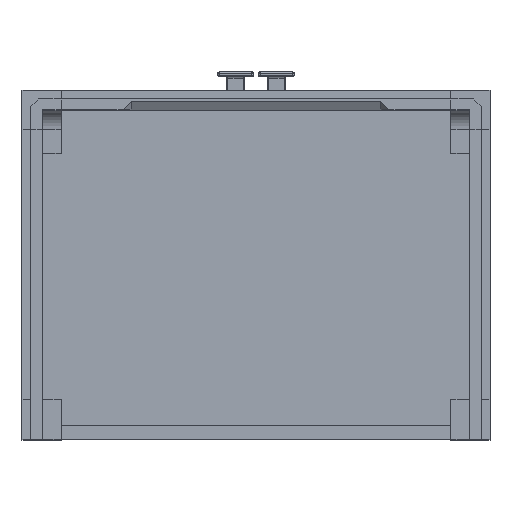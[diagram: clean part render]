
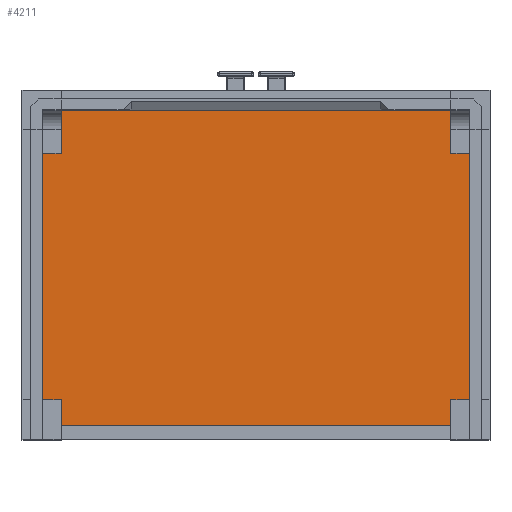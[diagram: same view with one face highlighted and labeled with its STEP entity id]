
A CAD part, top view. The second image highlights one B-rep face of the part: STEP entity #4211.
In plain terms, the highlighted planar face has unit normal (0, 0, 1).
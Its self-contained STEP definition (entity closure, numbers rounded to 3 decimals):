
#3896=DIRECTION('',(0.,1.,0.));
#3897=VECTOR('',#3896,50.);
#3898=CARTESIAN_POINT('',(-248.,-222.,8.));
#3899=LINE('',#3898,#3897);
#3900=DIRECTION('',(1.,0.,0.));
#3901=VECTOR('',#3900,24.);
#3902=CARTESIAN_POINT('',(-272.,-172.,8.));
#3903=LINE('',#3902,#3901);
#3904=DIRECTION('',(0.,-1.,0.));
#3905=VECTOR('',#3904,344.);
#3906=CARTESIAN_POINT('',(-272.,172.,8.));
#3907=LINE('',#3906,#3905);
#3908=DIRECTION('',(1.,0.,0.));
#3909=VECTOR('',#3908,24.);
#3910=CARTESIAN_POINT('',(-272.,172.,8.));
#3911=LINE('',#3910,#3909);
#3912=DIRECTION('',(0.,-1.,0.));
#3913=VECTOR('',#3912,32.);
#3914=CARTESIAN_POINT('',(-248.,204.,8.));
#3915=LINE('',#3914,#3913);
#3916=DIRECTION('',(-1.,0.,0.));
#3917=VECTOR('',#3916,496.);
#3918=CARTESIAN_POINT('',(248.,204.,8.));
#3919=LINE('',#3918,#3917);
#3920=DIRECTION('',(0.,-1.,0.));
#3921=VECTOR('',#3920,32.);
#3922=CARTESIAN_POINT('',(248.,204.,8.));
#3923=LINE('',#3922,#3921);
#3924=DIRECTION('',(-1.,0.,0.));
#3925=VECTOR('',#3924,24.);
#3926=CARTESIAN_POINT('',(272.,172.,8.));
#3927=LINE('',#3926,#3925);
#3928=DIRECTION('',(0.,1.,0.));
#3929=VECTOR('',#3928,344.);
#3930=CARTESIAN_POINT('',(272.,-172.,8.));
#3931=LINE('',#3930,#3929);
#3932=DIRECTION('',(-1.,0.,0.));
#3933=VECTOR('',#3932,24.);
#3934=CARTESIAN_POINT('',(272.,-172.,8.));
#3935=LINE('',#3934,#3933);
#3936=DIRECTION('',(0.,1.,0.));
#3937=VECTOR('',#3936,50.);
#3938=CARTESIAN_POINT('',(248.,-222.,8.));
#3939=LINE('',#3938,#3937);
#3940=DIRECTION('',(1.,0.,0.));
#3941=VECTOR('',#3940,496.);
#3942=CARTESIAN_POINT('',(-248.,-222.,8.));
#3943=LINE('',#3942,#3941);
#3964=CARTESIAN_POINT('',(-272.,-172.,8.));
#3965=CARTESIAN_POINT('',(-248.,-172.,8.));
#3966=VERTEX_POINT('',#3964);
#3967=VERTEX_POINT('',#3965);
#3968=CARTESIAN_POINT('',(272.,-172.,8.));
#3969=CARTESIAN_POINT('',(248.,-172.,8.));
#3970=VERTEX_POINT('',#3968);
#3971=VERTEX_POINT('',#3969);
#3972=CARTESIAN_POINT('',(-272.,172.,8.));
#3973=CARTESIAN_POINT('',(-248.,172.,8.));
#3974=VERTEX_POINT('',#3972);
#3975=VERTEX_POINT('',#3973);
#3976=CARTESIAN_POINT('',(-248.,204.,8.));
#3977=VERTEX_POINT('',#3976);
#3978=CARTESIAN_POINT('',(248.,204.,8.));
#3979=CARTESIAN_POINT('',(248.,172.,8.));
#3980=VERTEX_POINT('',#3978);
#3981=VERTEX_POINT('',#3979);
#3982=CARTESIAN_POINT('',(272.,172.,8.));
#3983=VERTEX_POINT('',#3982);
#3988=CARTESIAN_POINT('',(-248.,-222.,8.));
#3989=VERTEX_POINT('',#3988);
#3990=CARTESIAN_POINT('',(248.,-222.,8.));
#3991=VERTEX_POINT('',#3990);
#4192=CARTESIAN_POINT('',(0.,0.,8.));
#4193=DIRECTION('',(0.,0.,1.));
#4194=DIRECTION('',(1.,0.,0.));
#4195=AXIS2_PLACEMENT_3D('',#4192,#4193,#4194);
#4196=PLANE('',#4195);
#4197=ORIENTED_EDGE('',*,*,#4032,.T.);
#4198=ORIENTED_EDGE('',*,*,#4047,.F.);
#4199=ORIENTED_EDGE('',*,*,#4062,.F.);
#4200=ORIENTED_EDGE('',*,*,#4075,.T.);
#4201=ORIENTED_EDGE('',*,*,#4089,.F.);
#4202=ORIENTED_EDGE('',*,*,#4104,.F.);
#4203=ORIENTED_EDGE('',*,*,#4117,.T.);
#4204=ORIENTED_EDGE('',*,*,#4131,.F.);
#4205=ORIENTED_EDGE('',*,*,#4144,.F.);
#4206=ORIENTED_EDGE('',*,*,#4159,.T.);
#4207=ORIENTED_EDGE('',*,*,#4173,.F.);
#4208=ORIENTED_EDGE('',*,*,#4185,.F.);
#4209=EDGE_LOOP('',(#4197,#4198,#4199,#4200,#4201,#4202,#4203,#4204,#4205,#4206,
#4207,#4208));
#4210=FACE_OUTER_BOUND('',#4209,.F.);
#4211=ADVANCED_FACE('',(#4210),#4196,.T.);
#4032=EDGE_CURVE('',#3989,#3967,#3899,.T.);
#4047=EDGE_CURVE('',#3966,#3967,#3903,.T.);
#4062=EDGE_CURVE('',#3974,#3966,#3907,.T.);
#4075=EDGE_CURVE('',#3974,#3975,#3911,.T.);
#4089=EDGE_CURVE('',#3977,#3975,#3915,.T.);
#4104=EDGE_CURVE('',#3980,#3977,#3919,.T.);
#4117=EDGE_CURVE('',#3980,#3981,#3923,.T.);
#4131=EDGE_CURVE('',#3983,#3981,#3927,.T.);
#4144=EDGE_CURVE('',#3970,#3983,#3931,.T.);
#4159=EDGE_CURVE('',#3970,#3971,#3935,.T.);
#4173=EDGE_CURVE('',#3991,#3971,#3939,.T.);
#4185=EDGE_CURVE('',#3989,#3991,#3943,.T.);
